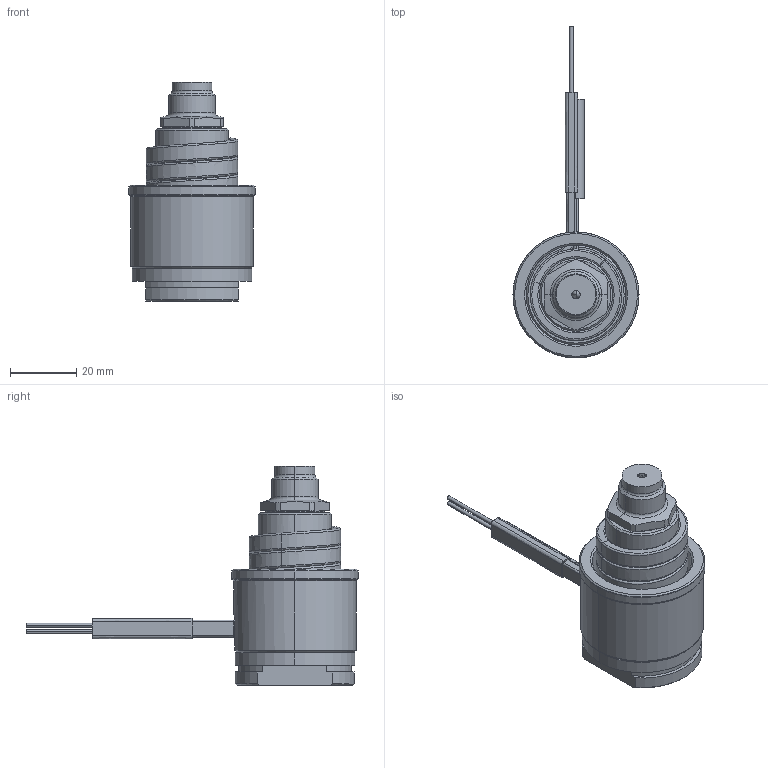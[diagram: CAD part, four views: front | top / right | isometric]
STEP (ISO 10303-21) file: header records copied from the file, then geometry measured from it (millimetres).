
FILE_DESCRIPTION((''),'2;1');
FILE_NAME('LS-66-BEU-N','2014-02-28T',('Íàòàëüÿ'),('IMID'),'PRO/ENGINEER BY PARAMETRIC TECHNOLOGY CORPORATION, 2010180','PRO/ENGINEER BY PARAMETRIC TECHNOLOGY CORPORATION, 2010180','');
FILE_SCHEMA(('CONFIG_CONTROL_DESIGN'));
Length unit declared in the file: millimetre
Products named in the file (1): LS-66-BEU-N
Bounding box: 38 x 100 x 66.2 mm (x, y, z)
Volume: 42335.2 mm3; surface area: 21881.9 mm2
Topology: 1 solids, 9 shells, 325 faces, 804 edges, 482 vertices
Faces by surface type: cylinder 103, bspline 62, cone 62, plane 51, torus 28, revolution 9, extrusion 8, sphere 2
Entity records: 15364 total; most frequent: CARTESIAN_POINT 8065, ORIENTED_EDGE 1568, DIRECTION 1405, EDGE_CURVE 796, AXIS2_PLACEMENT_3D 563, VERTEX_POINT 482, EDGE_LOOP 348, FACE_OUTER_BOUND 325
